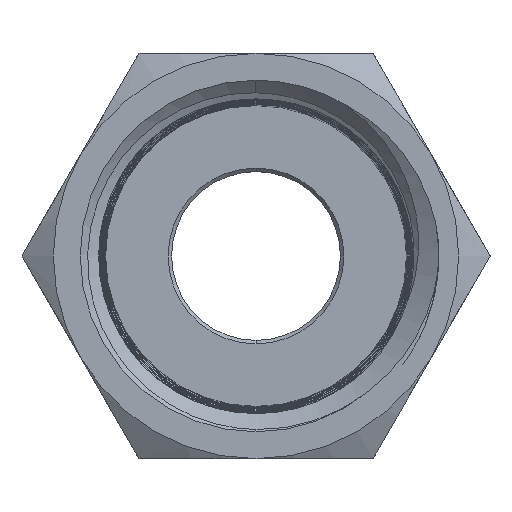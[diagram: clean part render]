
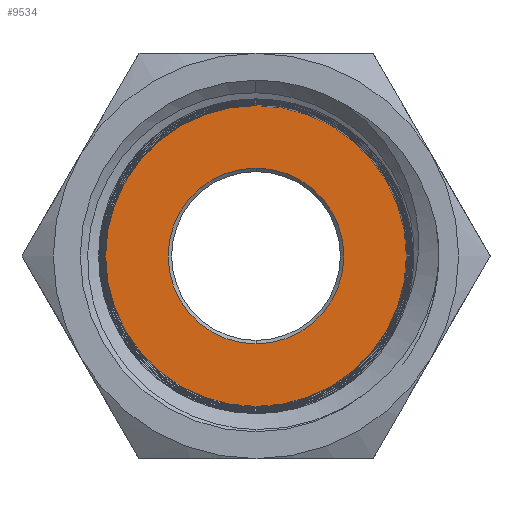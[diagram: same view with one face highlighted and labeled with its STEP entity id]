
A CAD part, front view. The second image highlights one B-rep face of the part: STEP entity #9534.
In plain terms, the highlighted planar face has unit normal (0, -1, 0).
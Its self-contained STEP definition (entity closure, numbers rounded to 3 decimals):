
#505 = CARTESIAN_POINT ( 'NONE',  ( 0., -5.5, 5.2 ) ) ;
#1156 = VERTEX_POINT ( 'NONE', #13363 ) ;
#1216 = DIRECTION ( 'NONE',  ( 0., 0., -1. ) ) ;
#1294 = DIRECTION ( 'NONE',  ( 0., -1., 0. ) ) ;
#3083 = ORIENTED_EDGE ( 'NONE', *, *, #31992, .T. ) ;
#5489 = AXIS2_PLACEMENT_3D ( 'NONE', #18923, #41159, #22121 ) ;
#6393 = AXIS2_PLACEMENT_3D ( 'NONE', #20310, #1294, #23541 ) ;
#6568 = EDGE_CURVE ( 'NONE', #27710, #1156, #27442, .T. ) ;
#8251 = FACE_OUTER_BOUND ( 'NONE', #19402, .T. ) ;
#8980 = CIRCLE ( 'NONE', #20089, 5.2 ) ;
#9292 = CARTESIAN_POINT ( 'NONE',  ( 0., -5.5, -5.2 ) ) ;
#9534 = ADVANCED_FACE ( 'NONE', ( #24191, #8251 ), #9887, .T. ) ;
#9887 = PLANE ( 'NONE',  #15580 ) ;
#10628 = CARTESIAN_POINT ( 'NONE',  ( 0., -5.5, 8.907 ) ) ;
#13363 = CARTESIAN_POINT ( 'NONE',  ( 0., -5.5, -8.907 ) ) ;
#14710 = DIRECTION ( 'NONE',  ( 0., 1., 0. ) ) ;
#15580 = AXIS2_PLACEMENT_3D ( 'NONE', #35523, #16406, #38675 ) ;
#15853 = ORIENTED_EDGE ( 'NONE', *, *, #38699, .T. ) ;
#16406 = DIRECTION ( 'NONE',  ( 0., -1., 0. ) ) ;
#18923 = CARTESIAN_POINT ( 'NONE',  ( 0., -5.5, 0. ) ) ;
#19402 = EDGE_LOOP ( 'NONE', ( #31185, #39892 ) ) ;
#20089 = AXIS2_PLACEMENT_3D ( 'NONE', #33802, #14710, #37018 ) ;
#20219 = DIRECTION ( 'NONE',  ( 0., 1., 0. ) ) ;
#20310 = CARTESIAN_POINT ( 'NONE',  ( 0., -5.5, 0. ) ) ;
#22121 = DIRECTION ( 'NONE',  ( 0., 0., -1. ) ) ;
#23087 = CIRCLE ( 'NONE', #5489, 8.907 ) ;
#23541 = DIRECTION ( 'NONE',  ( 0., 0., -1. ) ) ;
#24191 = FACE_BOUND ( 'NONE', #34372, .T. ) ;
#27442 = CIRCLE ( 'NONE', #6393, 8.907 ) ;
#27710 = VERTEX_POINT ( 'NONE', #10628 ) ;
#27822 = CIRCLE ( 'NONE', #30460, 5.2 ) ;
#30460 = AXIS2_PLACEMENT_3D ( 'NONE', #39278, #20219, #1216 ) ;
#31185 = ORIENTED_EDGE ( 'NONE', *, *, #41055, .T. ) ;
#31992 = EDGE_CURVE ( 'NONE', #40476, #37310, #27822, .T. ) ;
#33802 = CARTESIAN_POINT ( 'NONE',  ( 0., -5.5, 0. ) ) ;
#34372 = EDGE_LOOP ( 'NONE', ( #15853, #3083 ) ) ;
#35523 = CARTESIAN_POINT ( 'NONE',  ( 0., -5.5, 0. ) ) ;
#37018 = DIRECTION ( 'NONE',  ( 0., 0., -1. ) ) ;
#37310 = VERTEX_POINT ( 'NONE', #9292 ) ;
#38675 = DIRECTION ( 'NONE',  ( 0., 0., -1. ) ) ;
#38699 = EDGE_CURVE ( 'NONE', #37310, #40476, #8980, .T. ) ;
#39278 = CARTESIAN_POINT ( 'NONE',  ( 0., -5.5, 0. ) ) ;
#39892 = ORIENTED_EDGE ( 'NONE', *, *, #6568, .T. ) ;
#40476 = VERTEX_POINT ( 'NONE', #505 ) ;
#41055 = EDGE_CURVE ( 'NONE', #1156, #27710, #23087, .T. ) ;
#41159 = DIRECTION ( 'NONE',  ( 0., -1., 0. ) ) ;
